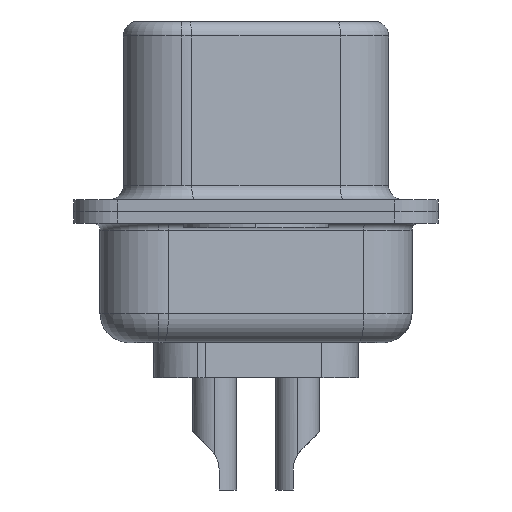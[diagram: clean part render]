
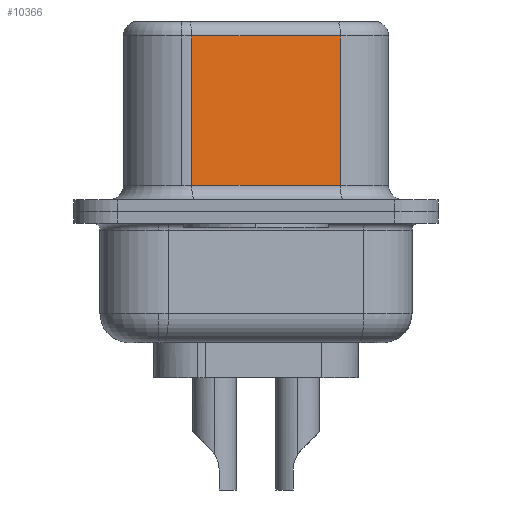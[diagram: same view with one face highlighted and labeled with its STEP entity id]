
A CAD part, left-side view. The second image highlights one B-rep face of the part: STEP entity #10366.
In plain terms, the highlighted planar face has unit normal (-0.985, -0.174, 0).
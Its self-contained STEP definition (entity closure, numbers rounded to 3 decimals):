
#1179 = EDGE_CURVE ( 'NONE', #13325, #4328, #10860, .T. ) ;
#1258 = VECTOR ( 'NONE', #5224, 1000. ) ;
#1749 = LINE ( 'NONE', #7717, #10452 ) ;
#2628 = CARTESIAN_POINT ( 'NONE',  ( 4.555, -2.897, 6.02 ) ) ;
#2756 = EDGE_CURVE ( 'NONE', #3690, #13325, #10617, .T. ) ;
#3215 = EDGE_LOOP ( 'NONE', ( #10059, #14018, #6606, #6682 ) ) ;
#3531 = CARTESIAN_POINT ( 'NONE',  ( 3.655, 2.203, 6.52 ) ) ;
#3690 = VERTEX_POINT ( 'NONE', #14651 ) ;
#3746 = CARTESIAN_POINT ( 'NONE',  ( 4.555, -2.897, 0.9 ) ) ;
#3895 = EDGE_CURVE ( 'NONE', #9833, #3690, #8469, .T. ) ;
#4241 = VECTOR ( 'NONE', #4929, 1000. ) ;
#4328 = VERTEX_POINT ( 'NONE', #3746 ) ;
#4929 = DIRECTION ( 'NONE',  ( -0.174, 0.985, 0. ) ) ;
#5224 = DIRECTION ( 'NONE',  ( 0.174, -0.985, 0. ) ) ;
#6109 = AXIS2_PLACEMENT_3D ( 'NONE', #6774, #7014, #8323 ) ;
#6162 = EDGE_CURVE ( 'NONE', #9833, #4328, #1749, .T. ) ;
#6606 = ORIENTED_EDGE ( 'NONE', *, *, #2756, .T. ) ;
#6650 = CARTESIAN_POINT ( 'NONE',  ( 4.555, -2.897, 6.02 ) ) ;
#6674 = VECTOR ( 'NONE', #13059, 1000. ) ;
#6682 = ORIENTED_EDGE ( 'NONE', *, *, #1179, .T. ) ;
#6774 = CARTESIAN_POINT ( 'NONE',  ( 4.555, -2.897, 6.52 ) ) ;
#7014 = DIRECTION ( 'NONE',  ( 0.985, 0.174, 0. ) ) ;
#7425 = DIRECTION ( 'NONE',  ( 0., 0., -1. ) ) ;
#7717 = CARTESIAN_POINT ( 'NONE',  ( 4.555, -2.897, 6.52 ) ) ;
#7932 = FACE_OUTER_BOUND ( 'NONE', #3215, .T. ) ;
#8323 = DIRECTION ( 'NONE',  ( -0.174, 0.985, 0. ) ) ;
#8469 = LINE ( 'NONE', #2628, #4241 ) ;
#9833 = VERTEX_POINT ( 'NONE', #6650 ) ;
#10059 = ORIENTED_EDGE ( 'NONE', *, *, #6162, .F. ) ;
#10366 = ADVANCED_FACE ( 'NONE', ( #7932 ), #12607, .F. ) ;
#10452 = VECTOR ( 'NONE', #7425, 1000. ) ;
#10617 = LINE ( 'NONE', #3531, #6674 ) ;
#10860 = LINE ( 'NONE', #12152, #1258 ) ;
#12152 = CARTESIAN_POINT ( 'NONE',  ( 4.555, -2.897, 0.9 ) ) ;
#12607 = PLANE ( 'NONE',  #6109 ) ;
#13059 = DIRECTION ( 'NONE',  ( 0., 0., -1. ) ) ;
#13325 = VERTEX_POINT ( 'NONE', #14290 ) ;
#14018 = ORIENTED_EDGE ( 'NONE', *, *, #3895, .T. ) ;
#14290 = CARTESIAN_POINT ( 'NONE',  ( 3.655, 2.203, 0.9 ) ) ;
#14651 = CARTESIAN_POINT ( 'NONE',  ( 3.655, 2.203, 6.02 ) ) ;
